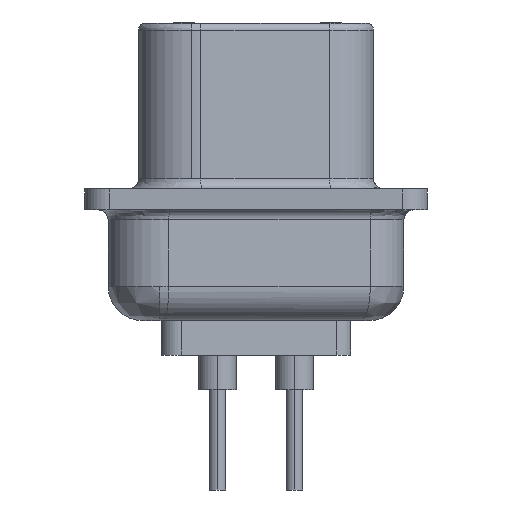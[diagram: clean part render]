
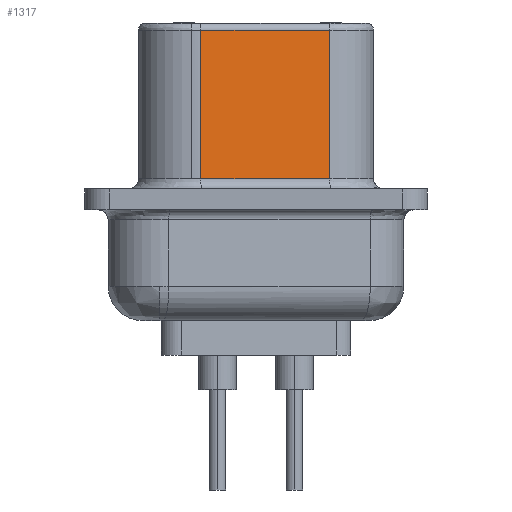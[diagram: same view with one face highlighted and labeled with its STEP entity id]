
A CAD part, left-side view. The second image highlights one B-rep face of the part: STEP entity #1317.
In plain terms, the highlighted planar face has unit normal (-0.985, -0.174, 0).
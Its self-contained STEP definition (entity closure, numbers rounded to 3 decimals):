
#434 = LINE ( 'NONE', #2180, #15088 ) ;
#579 = ORIENTED_EDGE ( 'NONE', *, *, #2521, .F. ) ;
#1317 = ADVANCED_FACE ( 'NONE', ( #9275 ), #5440, .F. ) ;
#1826 = DIRECTION ( 'NONE',  ( 0.174, -0.985, 0. ) ) ;
#2074 = CARTESIAN_POINT ( 'NONE',  ( -36.189, 0.613, 13.487 ) ) ;
#2176 = CARTESIAN_POINT ( 'NONE',  ( -35.351, -4.137, 13.233 ) ) ;
#2180 = CARTESIAN_POINT ( 'NONE',  ( -35.351, -4.137, 13.487 ) ) ;
#2338 = EDGE_CURVE ( 'NONE', #5265, #7079, #2359, .T. ) ;
#2359 = LINE ( 'NONE', #2074, #11549 ) ;
#2521 = EDGE_CURVE ( 'NONE', #14506, #12733, #434, .T. ) ;
#3142 = CARTESIAN_POINT ( 'NONE',  ( -35.351, -4.137, 7.772 ) ) ;
#3234 = VECTOR ( 'NONE', #8285, 1000. ) ;
#3470 = EDGE_CURVE ( 'NONE', #5265, #12733, #14357, .T. ) ;
#4145 = DIRECTION ( 'NONE',  ( -0.174, 0.985, 0. ) ) ;
#5265 = VERTEX_POINT ( 'NONE', #10203 ) ;
#5397 = ORIENTED_EDGE ( 'NONE', *, *, #3470, .T. ) ;
#5440 = PLANE ( 'NONE',  #5470 ) ;
#5470 = AXIS2_PLACEMENT_3D ( 'NONE', #15341, #9070, #4145 ) ;
#6632 = EDGE_LOOP ( 'NONE', ( #5397, #579, #7167, #13936 ) ) ;
#7079 = VERTEX_POINT ( 'NONE', #13662 ) ;
#7167 = ORIENTED_EDGE ( 'NONE', *, *, #14853, .F. ) ;
#8182 = CARTESIAN_POINT ( 'NONE',  ( -35.351, -4.137, 13.233 ) ) ;
#8285 = DIRECTION ( 'NONE',  ( 0.174, -0.985, 0. ) ) ;
#9070 = DIRECTION ( 'NONE',  ( 0.985, 0.174, 0. ) ) ;
#9275 = FACE_OUTER_BOUND ( 'NONE', #6632, .T. ) ;
#9456 = VECTOR ( 'NONE', #1826, 1000. ) ;
#10203 = CARTESIAN_POINT ( 'NONE',  ( -36.189, 0.613, 7.772 ) ) ;
#10984 = DIRECTION ( 'NONE',  ( 0., 0., -1. ) ) ;
#11549 = VECTOR ( 'NONE', #12023, 1000. ) ;
#12023 = DIRECTION ( 'NONE',  ( 0., 0., 1. ) ) ;
#12733 = VERTEX_POINT ( 'NONE', #13295 ) ;
#12821 = LINE ( 'NONE', #8182, #3234 ) ;
#13295 = CARTESIAN_POINT ( 'NONE',  ( -35.351, -4.137, 7.772 ) ) ;
#13662 = CARTESIAN_POINT ( 'NONE',  ( -36.189, 0.613, 13.233 ) ) ;
#13936 = ORIENTED_EDGE ( 'NONE', *, *, #2338, .F. ) ;
#14357 = LINE ( 'NONE', #3142, #9456 ) ;
#14506 = VERTEX_POINT ( 'NONE', #2176 ) ;
#14853 = EDGE_CURVE ( 'NONE', #7079, #14506, #12821, .T. ) ;
#15088 = VECTOR ( 'NONE', #10984, 1000. ) ;
#15341 = CARTESIAN_POINT ( 'NONE',  ( -35.351, -4.137, 13.487 ) ) ;
